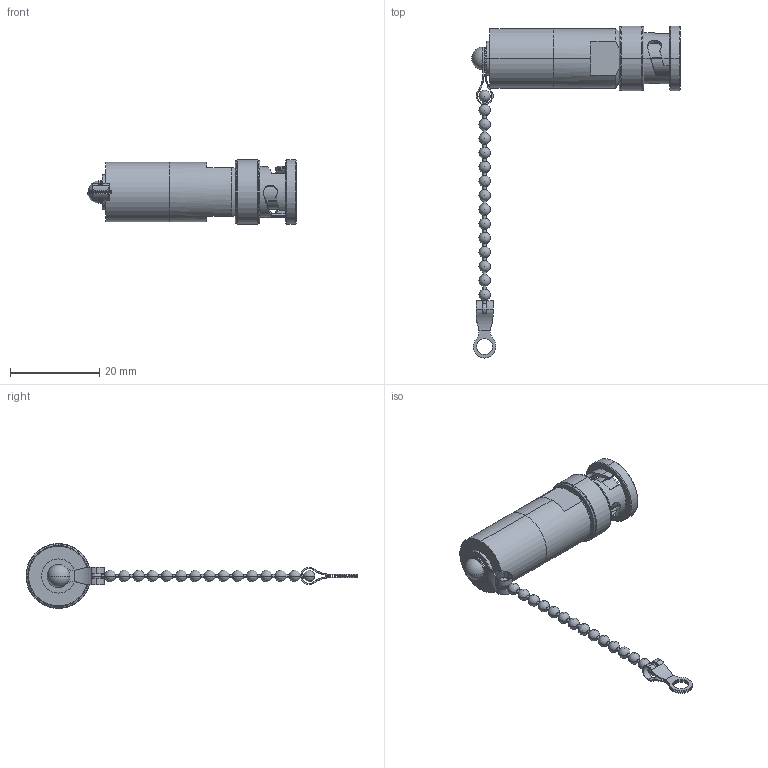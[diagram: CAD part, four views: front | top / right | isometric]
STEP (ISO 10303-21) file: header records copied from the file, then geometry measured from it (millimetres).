
FILE_DESCRIPTION (( 'STEP AP214' ), '1' );
FILE_NAME ('FMTR10-06403-026_3D.step', '2023-09-20T22:26:40', ( '' ), ( '' ), 'SwSTEP 2.0', 'SolidWorks 2022', '' );
FILE_SCHEMA (( 'AUTOMOTIVE_DESIGN' ));
Length unit declared in the file: inch
Products named in the file (6): FMTR10-06403-026_3D; MSY0000X-MA4; MSY0000X-MA1; MSY0000X-MA5; MSY00002-MA2_With Chain Connect; MSY0000X-MA3
Assembly tree (6 placements, depth 2):
  FMTR10-06403-026_3D
    MSY0000X-MA1
    MSY0000X-MA3
    MSY00002-MA2_With Chain Connect
    MSY0000X-MA5  x2
    MSY0000X-MA4
Bounding box: 46.71 x 74.25 x 14.5 mm (x, y, z)
Volume: 5360.1 mm3; surface area: 4930.2 mm2
Topology: 6 solids, 6 shells, 344 faces, 999 edges, 639 vertices
Faces by surface type: cylinder 157, plane 94, sphere 34, cone 26, torus 18, bspline 15
Entity records: 11425 total; most frequent: CARTESIAN_POINT 3270, DIRECTION 1653, ORIENTED_EDGE 1584, EDGE_CURVE 792, AXIS2_PLACEMENT_3D 683, VERTEX_POINT 505, CIRCLE 382, EDGE_LOOP 333
